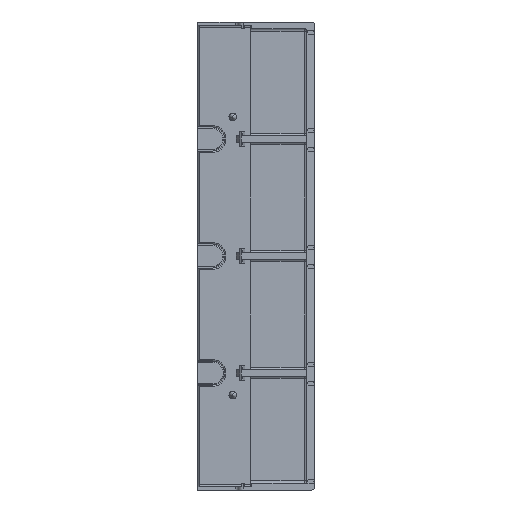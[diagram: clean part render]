
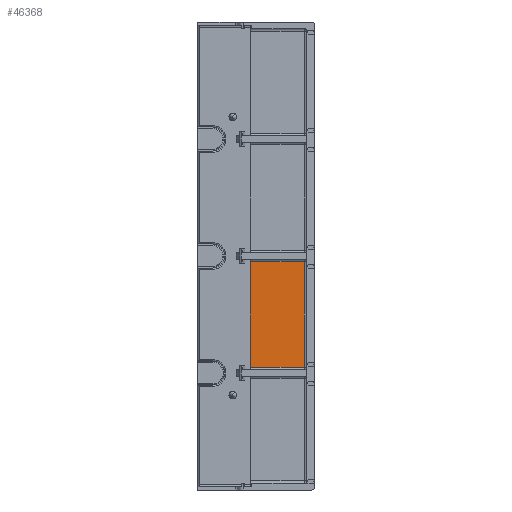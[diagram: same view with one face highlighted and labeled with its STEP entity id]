
A CAD part, front view. The second image highlights one B-rep face of the part: STEP entity #46368.
In plain terms, the highlighted planar face has unit normal (0, -1, 0).
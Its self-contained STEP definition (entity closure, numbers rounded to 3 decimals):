
#12231=DIRECTION('',(-1.,0.,0.));
#12232=VECTOR('',#12231,21.45);
#12233=CARTESIAN_POINT('',(104.45,25.235,
-72.05));
#12234=LINE('',#12233,#12232);
#12235=DIRECTION('',(0.,0.,1.));
#12236=VECTOR('',#12235,41.9);
#12237=CARTESIAN_POINT('',(83.,25.235,
-113.95));
#12238=LINE('',#12237,#12236);
#12243=DIRECTION('',(0.,0.,1.));
#12244=VECTOR('',#12243,41.9);
#12245=CARTESIAN_POINT('',(104.45,25.235,
-113.95));
#12246=LINE('',#12245,#12244);
#12266=DIRECTION('',(1.,0.,0.));
#12267=VECTOR('',#12266,21.45);
#12268=CARTESIAN_POINT('',(83.,25.235,
-113.95));
#12269=LINE('',#12268,#12267);
#25032=CARTESIAN_POINT('',(104.45,25.235,
-72.05));
#25033=CARTESIAN_POINT('',(83.,25.235,
-72.05));
#25034=VERTEX_POINT('',#25032);
#25035=VERTEX_POINT('',#25033);
#25036=CARTESIAN_POINT('',(104.45,25.235,
-113.95));
#25037=VERTEX_POINT('',#25036);
#25038=CARTESIAN_POINT('',(83.,25.235,
-113.95));
#25039=VERTEX_POINT('',#25038);
#46354=CARTESIAN_POINT('',(93.725,25.235,
-93.));
#46355=DIRECTION('',(0.,1.,0.));
#46356=DIRECTION('',(0.,0.,1.));
#46357=AXIS2_PLACEMENT_3D('',#46354,#46355,#46356);
#46358=PLANE('',#46357);
#46359=ORIENTED_EDGE('',*,*,#46347,.F.);
#46361=ORIENTED_EDGE('',*,*,#46360,.F.);
#46363=ORIENTED_EDGE('',*,*,#46362,.F.);
#46365=ORIENTED_EDGE('',*,*,#46364,.T.);
#46366=EDGE_LOOP('',(#46359,#46361,#46363,#46365));
#46367=FACE_OUTER_BOUND('',#46366,.F.);
#46347=EDGE_CURVE('',#25034,#25035,#12234,.T.);
#46360=EDGE_CURVE('',#25037,#25034,#12246,.T.);
#46362=EDGE_CURVE('',#25039,#25037,#12269,.T.);
#46364=EDGE_CURVE('',#25039,#25035,#12238,.T.);
#46368=ADVANCED_FACE('',(#46367),#46358,.F.);
